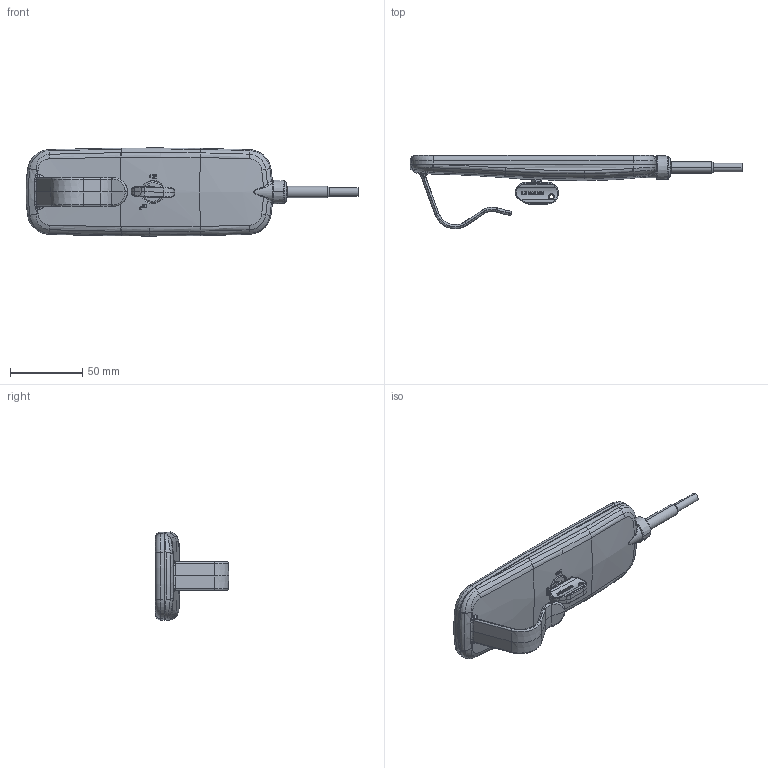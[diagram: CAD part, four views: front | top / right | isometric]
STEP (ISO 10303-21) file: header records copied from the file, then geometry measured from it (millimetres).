
FILE_DESCRIPTION (( 'STEP AP203' ), '1' );
FILE_NAME ('Iproxx 2.STEP', '2013-01-22T09:57:10', ( 'admin' ), ( 'Hewlett-Packard Company' ), 'SwSTEP 2.0', 'SolidWorks 2012', '' );
FILE_SCHEMA (( 'CONFIG_CONTROL_DESIGN' ));
Length unit declared in the file: millimetre
Products named in the file (1): Iproxx 2
Bounding box: 229.86 x 51.04 x 60.98 mm (x, y, z)
Volume: 153669.9 mm3; surface area: 32380.8 mm2
Topology: 2 solids, 2 shells, 895 faces, 2178 edges, 1358 vertices
Faces by surface type: plane 381, bspline 186, cylinder 169, torus 132, cone 27
Entity records: 34662 total; most frequent: CARTESIAN_POINT 14924, ORIENTED_EDGE 4346, DIRECTION 3772, EDGE_CURVE 2173, AXIS2_PLACEMENT_3D 1437, VERTEX_POINT 1358, EDGE_LOOP 973, VECTOR 898
